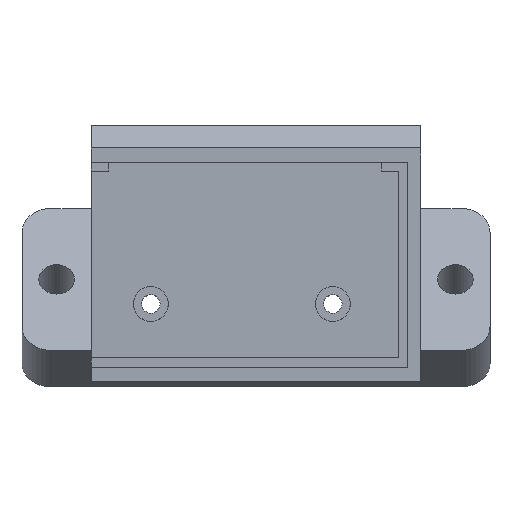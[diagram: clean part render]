
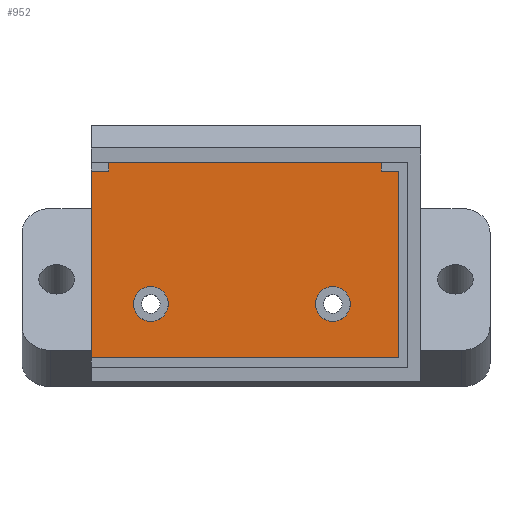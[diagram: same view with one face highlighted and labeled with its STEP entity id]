
A CAD part, top view. The second image highlights one B-rep face of the part: STEP entity #952.
In plain terms, the highlighted planar face has unit normal (0, 0, 1).
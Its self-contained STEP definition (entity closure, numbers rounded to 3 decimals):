
#33=FACE_BOUND('',#151,.T.);
#34=FACE_BOUND('',#152,.T.);
#51=CIRCLE('',#1031,3.);
#52=CIRCLE('',#1032,3.);
#92=FACE_OUTER_BOUND('',#150,.T.);
#150=EDGE_LOOP('',(#807,#808,#809,#810,#811,#812,#813,#814));
#151=EDGE_LOOP('',(#815));
#152=EDGE_LOOP('',(#816));
#220=LINE('',#1435,#332);
#259=LINE('',#1520,#371);
#262=LINE('',#1525,#374);
#264=LINE('',#1529,#376);
#265=LINE('',#1531,#377);
#266=LINE('',#1532,#378);
#267=LINE('',#1534,#379);
#268=LINE('',#1535,#380);
#332=VECTOR('',#1162,10.);
#371=VECTOR('',#1239,10.);
#374=VECTOR('',#1244,10.);
#376=VECTOR('',#1248,10.);
#377=VECTOR('',#1249,10.);
#378=VECTOR('',#1250,10.);
#379=VECTOR('',#1251,10.);
#380=VECTOR('',#1252,10.);
#440=VERTEX_POINT('',#1432);
#441=VERTEX_POINT('',#1434);
#467=VERTEX_POINT('',#1518);
#468=VERTEX_POINT('',#1519);
#469=VERTEX_POINT('',#1524);
#470=VERTEX_POINT('',#1528);
#471=VERTEX_POINT('',#1530);
#472=VERTEX_POINT('',#1533);
#473=VERTEX_POINT('',#1536);
#474=VERTEX_POINT('',#1538);
#544=EDGE_CURVE('',#441,#440,#220,.T.);
#585=EDGE_CURVE('',#467,#468,#259,.T.);
#588=EDGE_CURVE('',#469,#467,#262,.T.);
#590=EDGE_CURVE('',#468,#470,#264,.T.);
#591=EDGE_CURVE('',#470,#471,#265,.T.);
#592=EDGE_CURVE('',#471,#441,#266,.T.);
#593=EDGE_CURVE('',#440,#472,#267,.T.);
#594=EDGE_CURVE('',#472,#469,#268,.T.);
#595=EDGE_CURVE('',#473,#473,#51,.T.);
#596=EDGE_CURVE('',#474,#474,#52,.T.);
#807=ORIENTED_EDGE('',*,*,#588,.T.);
#808=ORIENTED_EDGE('',*,*,#585,.T.);
#809=ORIENTED_EDGE('',*,*,#590,.T.);
#810=ORIENTED_EDGE('',*,*,#591,.T.);
#811=ORIENTED_EDGE('',*,*,#592,.T.);
#812=ORIENTED_EDGE('',*,*,#544,.T.);
#813=ORIENTED_EDGE('',*,*,#593,.T.);
#814=ORIENTED_EDGE('',*,*,#594,.T.);
#815=ORIENTED_EDGE('',*,*,#595,.F.);
#816=ORIENTED_EDGE('',*,*,#596,.F.);
#906=PLANE('',#1030);
#952=ADVANCED_FACE('',(#92,#33,#34),#906,.T.);
#1030=AXIS2_PLACEMENT_3D('',#1527,#1246,#1247);
#1031=AXIS2_PLACEMENT_3D('',#1537,#1253,#1254);
#1032=AXIS2_PLACEMENT_3D('',#1539,#1255,#1256);
#1162=DIRECTION('',(0.,-1.,0.));
#1239=DIRECTION('',(0.,1.,0.));
#1244=DIRECTION('',(-1.,0.,0.));
#1246=DIRECTION('center_axis',(0.,0.,1.));
#1247=DIRECTION('ref_axis',(1.,0.,0.));
#1248=DIRECTION('',(-1.,0.,0.));
#1249=DIRECTION('',(0.,-1.,0.));
#1250=DIRECTION('',(-1.,0.,0.));
#1251=DIRECTION('',(1.,0.,0.));
#1252=DIRECTION('',(0.,1.,0.));
#1253=DIRECTION('center_axis',(0.,0.,1.));
#1254=DIRECTION('ref_axis',(1.,0.,0.));
#1255=DIRECTION('center_axis',(0.,0.,1.));
#1256=DIRECTION('ref_axis',(1.,0.,0.));
#1432=CARTESIAN_POINT('',(-27.,-16.05,0.));
#1434=CARTESIAN_POINT('',(-27.,16.25,0.));
#1435=CARTESIAN_POINT('',(-27.,10.125,0.));
#1518=CARTESIAN_POINT('',(23.2,16.25,0.));
#1519=CARTESIAN_POINT('',(23.2,17.75,0.));
#1520=CARTESIAN_POINT('',(23.2,17.55,0.));
#1524=CARTESIAN_POINT('',(26.2,16.25,0.));
#1525=CARTESIAN_POINT('',(12.35,16.25,0.));
#1527=CARTESIAN_POINT('Origin',(0.,0.,0.));
#1528=CARTESIAN_POINT('',(-24.,17.75,0.));
#1529=CARTESIAN_POINT('',(-27.,17.75,0.));
#1530=CARTESIAN_POINT('',(-24.,16.25,0.));
#1531=CARTESIAN_POINT('',(-24.,8.775,0.));
#1532=CARTESIAN_POINT('',(-12.75,16.25,0.));
#1533=CARTESIAN_POINT('',(26.2,-16.05,0.));
#1534=CARTESIAN_POINT('',(25.,-16.05,0.));
#1535=CARTESIAN_POINT('',(26.2,16.75,0.));
#1536=CARTESIAN_POINT('',(-19.7,-6.75,0.));
#1537=CARTESIAN_POINT('Origin',(-16.7,-6.75,0.));
#1538=CARTESIAN_POINT('',(11.8,-6.75,0.));
#1539=CARTESIAN_POINT('Origin',(14.8,-6.75,0.));
